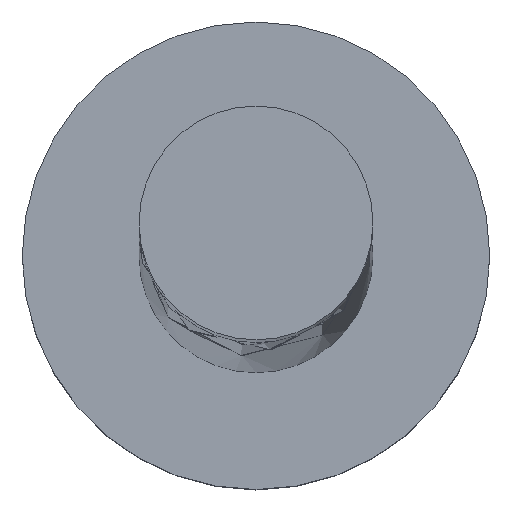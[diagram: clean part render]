
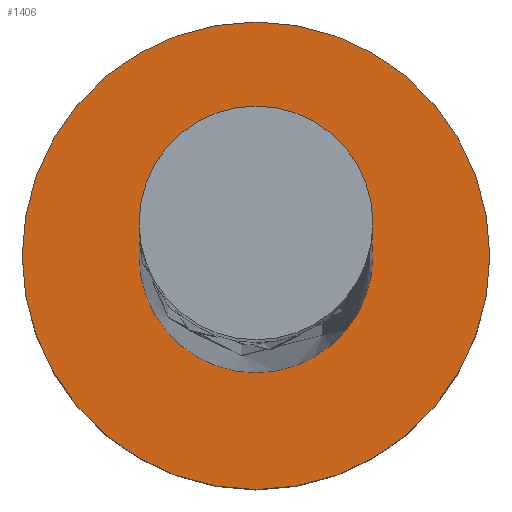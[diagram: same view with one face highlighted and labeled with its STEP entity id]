
A CAD part, top view. The second image highlights one B-rep face of the part: STEP entity #1406.
In plain terms, the highlighted planar face has unit normal (0, 0, 1).
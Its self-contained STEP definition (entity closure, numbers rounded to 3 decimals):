
#22 = EDGE_CURVE ( 'NONE', #35, #573, #38, .T. ) ;
#32 = CARTESIAN_POINT ( 'NONE',  ( 0., 0., 2. ) ) ;
#35 = VERTEX_POINT ( 'NONE', #400 ) ;
#38 = CIRCLE ( 'NONE', #920, 1. ) ;
#75 = DIRECTION ( 'NONE',  ( 1., 0., 0. ) ) ;
#127 = CIRCLE ( 'NONE', #460, 1. ) ;
#147 = ORIENTED_EDGE ( 'NONE', *, *, #1315, .T. ) ;
#148 = DIRECTION ( 'NONE',  ( 1., 0., 0. ) ) ;
#172 = FACE_OUTER_BOUND ( 'NONE', #932, .T. ) ;
#178 = AXIS2_PLACEMENT_3D ( 'NONE', #525, #1489, #1477 ) ;
#232 = ORIENTED_EDGE ( 'NONE', *, *, #1263, .F. ) ;
#273 = DIRECTION ( 'NONE',  ( 1., 0., 0. ) ) ;
#356 = AXIS2_PLACEMENT_3D ( 'NONE', #925, #1159, #565 ) ;
#382 = CIRCLE ( 'NONE', #178, 2. ) ;
#400 = CARTESIAN_POINT ( 'NONE',  ( -1., 0., 2. ) ) ;
#406 = ORIENTED_EDGE ( 'NONE', *, *, #1043, .T. ) ;
#460 = AXIS2_PLACEMENT_3D ( 'NONE', #1047, #464, #75 ) ;
#464 = DIRECTION ( 'NONE',  ( 0., 0., 1. ) ) ;
#525 = CARTESIAN_POINT ( 'NONE',  ( 0., 0., 2. ) ) ;
#530 = DIRECTION ( 'NONE',  ( 0., 0., 1. ) ) ;
#565 = DIRECTION ( 'NONE',  ( 1., 0., 0. ) ) ;
#573 = VERTEX_POINT ( 'NONE', #1442 ) ;
#647 = EDGE_LOOP ( 'NONE', ( #1537, #232 ) ) ;
#744 = CARTESIAN_POINT ( 'NONE',  ( -2., 0., 2. ) ) ;
#758 = PLANE ( 'NONE',  #1530 ) ;
#827 = VERTEX_POINT ( 'NONE', #744 ) ;
#830 = CIRCLE ( 'NONE', #356, 2. ) ;
#920 = AXIS2_PLACEMENT_3D ( 'NONE', #1208, #1082, #273 ) ;
#925 = CARTESIAN_POINT ( 'NONE',  ( 0., 0., 2. ) ) ;
#932 = EDGE_LOOP ( 'NONE', ( #406, #147 ) ) ;
#1043 = EDGE_CURVE ( 'NONE', #827, #1107, #382, .T. ) ;
#1047 = CARTESIAN_POINT ( 'NONE',  ( 0., 0., 2. ) ) ;
#1082 = DIRECTION ( 'NONE',  ( 0., 0., 1. ) ) ;
#1107 = VERTEX_POINT ( 'NONE', #1381 ) ;
#1159 = DIRECTION ( 'NONE',  ( 0., 0., 1. ) ) ;
#1208 = CARTESIAN_POINT ( 'NONE',  ( 0., 0., 2. ) ) ;
#1231 = FACE_BOUND ( 'NONE', #647, .T. ) ;
#1263 = EDGE_CURVE ( 'NONE', #573, #35, #127, .T. ) ;
#1315 = EDGE_CURVE ( 'NONE', #1107, #827, #830, .T. ) ;
#1381 = CARTESIAN_POINT ( 'NONE',  ( 2., 0., 2. ) ) ;
#1406 = ADVANCED_FACE ( 'NONE', ( #1231, #172 ), #758, .T. ) ;
#1442 = CARTESIAN_POINT ( 'NONE',  ( 1., 0., 2. ) ) ;
#1477 = DIRECTION ( 'NONE',  ( 1., 0., 0. ) ) ;
#1489 = DIRECTION ( 'NONE',  ( 0., 0., 1. ) ) ;
#1530 = AXIS2_PLACEMENT_3D ( 'NONE', #32, #530, #148 ) ;
#1537 = ORIENTED_EDGE ( 'NONE', *, *, #22, .F. ) ;
